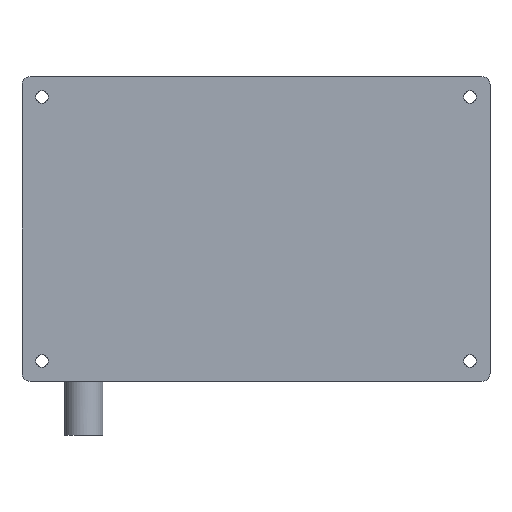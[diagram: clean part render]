
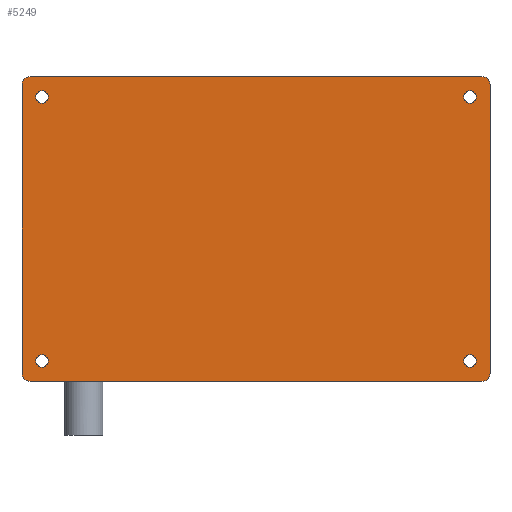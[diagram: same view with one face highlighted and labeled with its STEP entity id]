
A CAD part, front view. The second image highlights one B-rep face of the part: STEP entity #5249.
In plain terms, the highlighted planar face has unit normal (0, -1, 0).
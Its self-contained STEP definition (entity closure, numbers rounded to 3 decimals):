
#91 = DIRECTION ( 'NONE',  ( -1., 0., 0. ) ) ;
#263 = CARTESIAN_POINT ( 'NONE',  ( 58.5, 0., -36.1 ) ) ;
#493 = DIRECTION ( 'NONE',  ( 0., 1., 0. ) ) ;
#497 = CARTESIAN_POINT ( 'NONE',  ( -53.5, 0., -31.45 ) ) ;
#650 = LINE ( 'NONE', #15361, #9027 ) ;
#671 = CIRCLE ( 'NONE', #3670, 1.55 ) ;
#704 = EDGE_CURVE ( 'NONE', #3936, #6744, #6216, .T. ) ;
#714 = CIRCLE ( 'NONE', #8793, 1.55 ) ;
#767 = ORIENTED_EDGE ( 'NONE', *, *, #12362, .T. ) ;
#818 = CIRCLE ( 'NONE', #3741, 2. ) ;
#987 = VERTEX_POINT ( 'NONE', #1851 ) ;
#1009 = ORIENTED_EDGE ( 'NONE', *, *, #14060, .F. ) ;
#1137 = AXIS2_PLACEMENT_3D ( 'NONE', #9168, #493, #11647 ) ;
#1191 = ORIENTED_EDGE ( 'NONE', *, *, #14389, .F. ) ;
#1638 = AXIS2_PLACEMENT_3D ( 'NONE', #4010, #13754, #5072 ) ;
#1682 = CARTESIAN_POINT ( 'NONE',  ( 56.5, 0., -36.1 ) ) ;
#1851 = CARTESIAN_POINT ( 'NONE',  ( 56.5, 0., 38.1 ) ) ;
#1902 = EDGE_CURVE ( 'NONE', #10932, #8174, #11511, .T. ) ;
#2065 = DIRECTION ( 'NONE',  ( 0., 1., 0. ) ) ;
#2138 = VERTEX_POINT ( 'NONE', #2907 ) ;
#2362 = CARTESIAN_POINT ( 'NONE',  ( -56.5, 0., 38.1 ) ) ;
#2376 = DIRECTION ( 'NONE',  ( 0., 1., 0. ) ) ;
#2440 = DIRECTION ( 'NONE',  ( 0., 0., 1. ) ) ;
#2444 = EDGE_CURVE ( 'NONE', #6744, #3936, #4039, .T. ) ;
#2452 = FACE_BOUND ( 'NONE', #6269, .T. ) ;
#2596 = ORIENTED_EDGE ( 'NONE', *, *, #2444, .T. ) ;
#2687 = CIRCLE ( 'NONE', #1638, 2. ) ;
#2907 = CARTESIAN_POINT ( 'NONE',  ( -53.5, 0., 31.45 ) ) ;
#3103 = EDGE_LOOP ( 'NONE', ( #2596, #13762 ) ) ;
#3341 = DIRECTION ( 'NONE',  ( 0., 1., 0. ) ) ;
#3397 = CARTESIAN_POINT ( 'NONE',  ( 53.5, 0., -33. ) ) ;
#3670 = AXIS2_PLACEMENT_3D ( 'NONE', #14452, #14595, #4785 ) ;
#3741 = AXIS2_PLACEMENT_3D ( 'NONE', #3963, #9997, #11334 ) ;
#3879 = DIRECTION ( 'NONE',  ( 0., -1., 0. ) ) ;
#3929 = DIRECTION ( 'NONE',  ( 1., 0., 0. ) ) ;
#3936 = VERTEX_POINT ( 'NONE', #7753 ) ;
#3963 = CARTESIAN_POINT ( 'NONE',  ( 56.5, 0., 36.1 ) ) ;
#4002 = CIRCLE ( 'NONE', #13577, 2. ) ;
#4010 = CARTESIAN_POINT ( 'NONE',  ( -56.5, 0., 36.1 ) ) ;
#4039 = CIRCLE ( 'NONE', #14977, 1.55 ) ;
#4148 = CARTESIAN_POINT ( 'NONE',  ( -53.5, 0., -33. ) ) ;
#4340 = DIRECTION ( 'NONE',  ( 0., 0., -1. ) ) ;
#4453 = EDGE_CURVE ( 'NONE', #11499, #6673, #6146, .T. ) ;
#4571 = CARTESIAN_POINT ( 'NONE',  ( -58.5, 0., -36.1 ) ) ;
#4577 = CARTESIAN_POINT ( 'NONE',  ( 53.5, 0., 33. ) ) ;
#4785 = DIRECTION ( 'NONE',  ( 0., 0., 1. ) ) ;
#5003 = VERTEX_POINT ( 'NONE', #5163 ) ;
#5072 = DIRECTION ( 'NONE',  ( 0., 0., 1. ) ) ;
#5163 = CARTESIAN_POINT ( 'NONE',  ( 58.5, 0., 36.1 ) ) ;
#5249 = ADVANCED_FACE ( 'NONE', ( #2452, #13568, #11260, #9713, #8181 ), #7699, .T. ) ;
#5270 = ORIENTED_EDGE ( 'NONE', *, *, #7822, .F. ) ;
#5340 = CARTESIAN_POINT ( 'NONE',  ( 53.5, 0., 33. ) ) ;
#5760 = EDGE_CURVE ( 'NONE', #987, #5003, #818, .T. ) ;
#6033 = DIRECTION ( 'NONE',  ( 0., 0., -1. ) ) ;
#6146 = CIRCLE ( 'NONE', #12614, 2. ) ;
#6157 = EDGE_CURVE ( 'NONE', #2138, #12743, #14822, .T. ) ;
#6216 = CIRCLE ( 'NONE', #1137, 1.55 ) ;
#6269 = EDGE_LOOP ( 'NONE', ( #12796, #13349 ) ) ;
#6301 = VERTEX_POINT ( 'NONE', #8678 ) ;
#6435 = CARTESIAN_POINT ( 'NONE',  ( -53.5, 0., -34.55 ) ) ;
#6648 = CARTESIAN_POINT ( 'NONE',  ( -53.5, 0., 34.55 ) ) ;
#6651 = CARTESIAN_POINT ( 'NONE',  ( -56.5, 0., 38.1 ) ) ;
#6673 = VERTEX_POINT ( 'NONE', #4571 ) ;
#6744 = VERTEX_POINT ( 'NONE', #13586 ) ;
#7034 = CARTESIAN_POINT ( 'NONE',  ( 53.5, 0., 34.55 ) ) ;
#7164 = DIRECTION ( 'NONE',  ( 0., 0., 1. ) ) ;
#7191 = AXIS2_PLACEMENT_3D ( 'NONE', #1682, #3879, #12405 ) ;
#7194 = AXIS2_PLACEMENT_3D ( 'NONE', #5340, #11501, #13995 ) ;
#7219 = CARTESIAN_POINT ( 'NONE',  ( -56.5, 0., -38.1 ) ) ;
#7467 = LINE ( 'NONE', #7219, #9021 ) ;
#7627 = EDGE_CURVE ( 'NONE', #9970, #7752, #714, .T. ) ;
#7699 = PLANE ( 'NONE',  #7191 ) ;
#7752 = VERTEX_POINT ( 'NONE', #8497 ) ;
#7753 = CARTESIAN_POINT ( 'NONE',  ( 53.5, 0., -34.55 ) ) ;
#7795 = DIRECTION ( 'NONE',  ( 0., 1., 0. ) ) ;
#7812 = DIRECTION ( 'NONE',  ( 0., 0., 1. ) ) ;
#7822 = EDGE_CURVE ( 'NONE', #8686, #987, #12543, .T. ) ;
#8174 = VERTEX_POINT ( 'NONE', #6435 ) ;
#8181 = FACE_OUTER_BOUND ( 'NONE', #15217, .T. ) ;
#8337 = DIRECTION ( 'NONE',  ( 0., 0., 1. ) ) ;
#8359 = AXIS2_PLACEMENT_3D ( 'NONE', #14566, #14783, #2440 ) ;
#8497 = CARTESIAN_POINT ( 'NONE',  ( 53.5, 0., 31.45 ) ) ;
#8678 = CARTESIAN_POINT ( 'NONE',  ( -58.5, 0., 36.1 ) ) ;
#8686 = VERTEX_POINT ( 'NONE', #6651 ) ;
#8705 = CARTESIAN_POINT ( 'NONE',  ( 56.5, 0., -36.1 ) ) ;
#8734 = CARTESIAN_POINT ( 'NONE',  ( -56.5, 0., -36.1 ) ) ;
#8767 = VECTOR ( 'NONE', #7164, 1000. ) ;
#8793 = AXIS2_PLACEMENT_3D ( 'NONE', #4577, #3341, #8337 ) ;
#8966 = EDGE_LOOP ( 'NONE', ( #13561, #11456 ) ) ;
#9021 = VECTOR ( 'NONE', #91, 1000. ) ;
#9027 = VECTOR ( 'NONE', #15194, 1000. ) ;
#9168 = CARTESIAN_POINT ( 'NONE',  ( 53.5, 0., -33. ) ) ;
#9295 = AXIS2_PLACEMENT_3D ( 'NONE', #4148, #12690, #7812 ) ;
#9312 = ORIENTED_EDGE ( 'NONE', *, *, #9562, .F. ) ;
#9434 = DIRECTION ( 'NONE',  ( 0., 0., 1. ) ) ;
#9562 = EDGE_CURVE ( 'NONE', #15422, #15727, #4002, .T. ) ;
#9713 = FACE_BOUND ( 'NONE', #14464, .T. ) ;
#9787 = EDGE_CURVE ( 'NONE', #7752, #9970, #10497, .T. ) ;
#9858 = VECTOR ( 'NONE', #3929, 1000. ) ;
#9970 = VERTEX_POINT ( 'NONE', #7034 ) ;
#9997 = DIRECTION ( 'NONE',  ( 0., 1., 0. ) ) ;
#10497 = CIRCLE ( 'NONE', #7194, 1.55 ) ;
#10651 = CIRCLE ( 'NONE', #8359, 1.55 ) ;
#10932 = VERTEX_POINT ( 'NONE', #497 ) ;
#11260 = FACE_BOUND ( 'NONE', #3103, .T. ) ;
#11334 = DIRECTION ( 'NONE',  ( 0., 0., -1. ) ) ;
#11456 = ORIENTED_EDGE ( 'NONE', *, *, #9787, .T. ) ;
#11469 = LINE ( 'NONE', #13450, #8767 ) ;
#11499 = VERTEX_POINT ( 'NONE', #11541 ) ;
#11501 = DIRECTION ( 'NONE',  ( 0., 1., 0. ) ) ;
#11511 = CIRCLE ( 'NONE', #9295, 1.55 ) ;
#11541 = CARTESIAN_POINT ( 'NONE',  ( -56.5, 0., -38.1 ) ) ;
#11647 = DIRECTION ( 'NONE',  ( 0., 0., 1. ) ) ;
#11797 = EDGE_CURVE ( 'NONE', #15727, #11499, #7467, .T. ) ;
#11838 = CARTESIAN_POINT ( 'NONE',  ( 56.5, 0., -38.1 ) ) ;
#11972 = ORIENTED_EDGE ( 'NONE', *, *, #11797, .F. ) ;
#12216 = CARTESIAN_POINT ( 'NONE',  ( -53.5, 0., 33. ) ) ;
#12239 = DIRECTION ( 'NONE',  ( 0., 1., 0. ) ) ;
#12362 = EDGE_CURVE ( 'NONE', #8174, #10932, #10651, .T. ) ;
#12405 = DIRECTION ( 'NONE',  ( 0., 0., -1. ) ) ;
#12543 = LINE ( 'NONE', #2362, #9858 ) ;
#12614 = AXIS2_PLACEMENT_3D ( 'NONE', #8734, #7795, #4340 ) ;
#12690 = DIRECTION ( 'NONE',  ( 0., 1., 0. ) ) ;
#12743 = VERTEX_POINT ( 'NONE', #6648 ) ;
#12796 = ORIENTED_EDGE ( 'NONE', *, *, #12978, .T. ) ;
#12978 = EDGE_CURVE ( 'NONE', #12743, #2138, #671, .T. ) ;
#13349 = ORIENTED_EDGE ( 'NONE', *, *, #6157, .T. ) ;
#13395 = EDGE_CURVE ( 'NONE', #5003, #15422, #650, .T. ) ;
#13450 = CARTESIAN_POINT ( 'NONE',  ( -58.5, 0., 36.1 ) ) ;
#13561 = ORIENTED_EDGE ( 'NONE', *, *, #7627, .T. ) ;
#13568 = FACE_BOUND ( 'NONE', #8966, .T. ) ;
#13577 = AXIS2_PLACEMENT_3D ( 'NONE', #8705, #12239, #6033 ) ;
#13586 = CARTESIAN_POINT ( 'NONE',  ( 53.5, 0., -31.45 ) ) ;
#13754 = DIRECTION ( 'NONE',  ( 0., 1., 0. ) ) ;
#13762 = ORIENTED_EDGE ( 'NONE', *, *, #704, .T. ) ;
#13995 = DIRECTION ( 'NONE',  ( 0., 0., 1. ) ) ;
#14060 = EDGE_CURVE ( 'NONE', #6301, #8686, #2687, .T. ) ;
#14389 = EDGE_CURVE ( 'NONE', #6673, #6301, #11469, .T. ) ;
#14452 = CARTESIAN_POINT ( 'NONE',  ( -53.5, 0., 33. ) ) ;
#14464 = EDGE_LOOP ( 'NONE', ( #15471, #767 ) ) ;
#14566 = CARTESIAN_POINT ( 'NONE',  ( -53.5, 0., -33. ) ) ;
#14595 = DIRECTION ( 'NONE',  ( 0., 1., 0. ) ) ;
#14647 = ORIENTED_EDGE ( 'NONE', *, *, #13395, .F. ) ;
#14783 = DIRECTION ( 'NONE',  ( 0., 1., 0. ) ) ;
#14822 = CIRCLE ( 'NONE', #15180, 1.55 ) ;
#14977 = AXIS2_PLACEMENT_3D ( 'NONE', #3397, #2065, #9434 ) ;
#14984 = ORIENTED_EDGE ( 'NONE', *, *, #5760, .F. ) ;
#15180 = AXIS2_PLACEMENT_3D ( 'NONE', #12216, #2376, #15686 ) ;
#15194 = DIRECTION ( 'NONE',  ( 0., 0., -1. ) ) ;
#15217 = EDGE_LOOP ( 'NONE', ( #9312, #14647, #14984, #5270, #1009, #1191, #15401, #11972 ) ) ;
#15361 = CARTESIAN_POINT ( 'NONE',  ( 58.5, 0., 36.1 ) ) ;
#15401 = ORIENTED_EDGE ( 'NONE', *, *, #4453, .F. ) ;
#15422 = VERTEX_POINT ( 'NONE', #263 ) ;
#15471 = ORIENTED_EDGE ( 'NONE', *, *, #1902, .T. ) ;
#15686 = DIRECTION ( 'NONE',  ( 0., 0., 1. ) ) ;
#15727 = VERTEX_POINT ( 'NONE', #11838 ) ;
